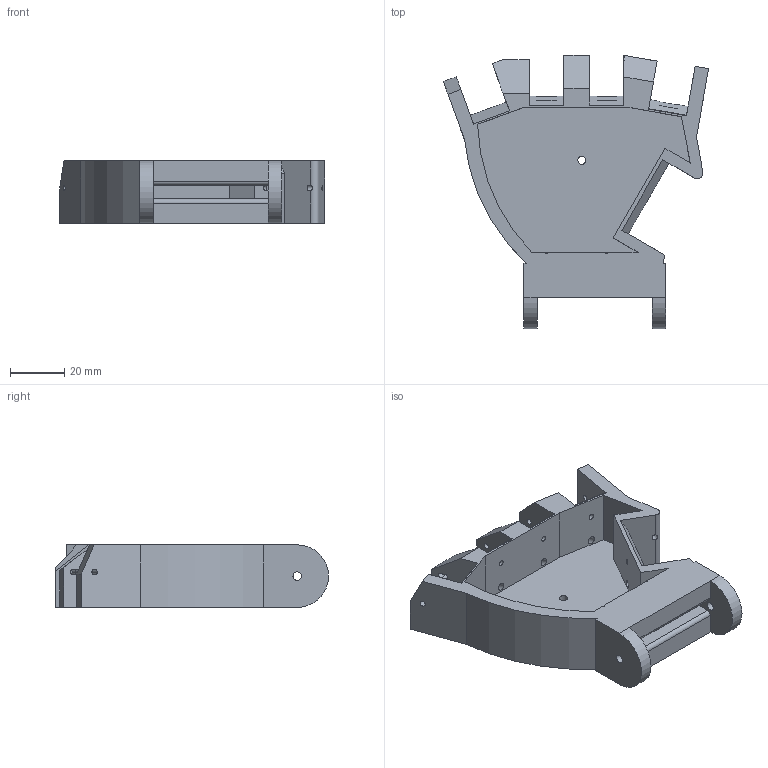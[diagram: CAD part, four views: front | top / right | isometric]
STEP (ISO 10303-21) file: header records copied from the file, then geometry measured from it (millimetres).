
FILE_DESCRIPTION(/* description */ (''),/* implementation_level */ '2;1');
FILE_NAME(/* name */ 'Palm.stp',/* time_stamp */ '2025-10-24T00:54:46-05:00',/* author */ ('aul12'),/* organization */ (''),/* preprocessor_version */ 'ST-DEVELOPER v19.2',/* originating_system */ 'Autodesk Inventor 2024',/* authorisation */ '');
FILE_SCHEMA (('AUTOMOTIVE_DESIGN { 1 0 10303 214 3 1 1 }'));
Length unit declared in the file: millimetre
Products named in the file (1): Palm
Bounding box: 97.45 x 100.36 x 23.09 mm (x, y, z)
Volume: 60344.8 mm3; surface area: 28718.8 mm2
Topology: 2 solids, 2 shells, 141 faces, 398 edges, 260 vertices
Faces by surface type: plane 104, cylinder 35, bspline 2
Full cylindrical faces by diameter (mm): 2 x5, 2.125 x8, 2.75 x5, 3 x1, 3.125 x2
Entity records: 4700 total; most frequent: CARTESIAN_POINT 854, ORIENTED_EDGE 796, DIRECTION 765, EDGE_CURVE 398, LINE 305, VECTOR 305, VERTEX_POINT 260, AXIS2_PLACEMENT_3D 230
